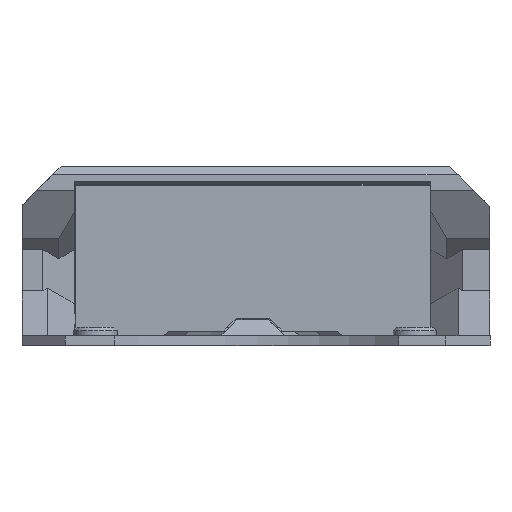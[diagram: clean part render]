
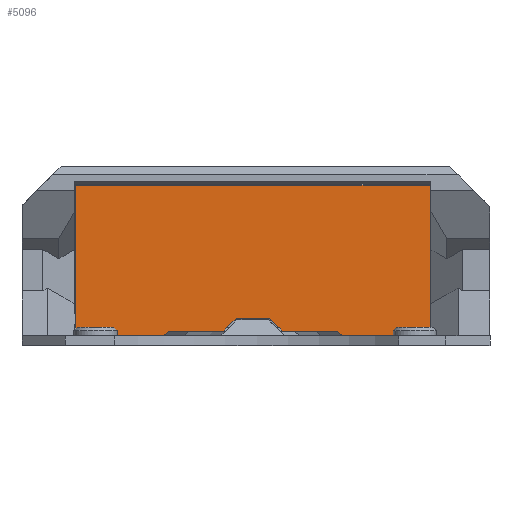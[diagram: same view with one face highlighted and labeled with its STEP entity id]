
A CAD part, top view. The second image highlights one B-rep face of the part: STEP entity #5096.
In plain terms, the highlighted planar face has unit normal (0, 0, 1).
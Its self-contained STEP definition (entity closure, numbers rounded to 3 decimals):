
#250=FACE_OUTER_BOUND('',#522,.T.);
#522=EDGE_LOOP('',(#4167,#4168,#4169,#4170,#4171,#4172,#4173,#4174,#4175,
#4176,#4177,#4178,#4179,#4180));
#1101=LINE('',#7790,#1804);
#1106=LINE('',#7799,#1809);
#1111=LINE('',#7808,#1814);
#1112=LINE('',#7811,#1815);
#1115=LINE('',#7816,#1818);
#1117=LINE('',#7820,#1820);
#1118=LINE('',#7822,#1821);
#1119=LINE('',#7824,#1822);
#1120=LINE('',#7826,#1823);
#1121=LINE('',#7828,#1824);
#1122=LINE('',#7830,#1825);
#1123=LINE('',#7832,#1826);
#1124=LINE('',#7834,#1827);
#1125=LINE('',#7835,#1828);
#1804=VECTOR('',#6334,10.);
#1809=VECTOR('',#6343,10.);
#1814=VECTOR('',#6350,10.);
#1815=VECTOR('',#6353,10.);
#1818=VECTOR('',#6358,10.);
#1820=VECTOR('',#6362,10.);
#1821=VECTOR('',#6363,10.);
#1822=VECTOR('',#6364,10.);
#1823=VECTOR('',#6365,10.);
#1824=VECTOR('',#6366,10.);
#1825=VECTOR('',#6367,10.);
#1826=VECTOR('',#6368,10.);
#1827=VECTOR('',#6369,10.);
#1828=VECTOR('',#6370,10.);
#2367=VERTEX_POINT('',#7787);
#2368=VERTEX_POINT('',#7789);
#2369=VERTEX_POINT('',#7796);
#2370=VERTEX_POINT('',#7798);
#2372=VERTEX_POINT('',#7804);
#2374=VERTEX_POINT('',#7810);
#2376=VERTEX_POINT('',#7819);
#2377=VERTEX_POINT('',#7821);
#2378=VERTEX_POINT('',#7823);
#2379=VERTEX_POINT('',#7825);
#2380=VERTEX_POINT('',#7827);
#2381=VERTEX_POINT('',#7829);
#2382=VERTEX_POINT('',#7831);
#2383=VERTEX_POINT('',#7833);
#2995=EDGE_CURVE('',#2368,#2367,#1101,.F.);
#3000=EDGE_CURVE('',#2370,#2369,#1106,.F.);
#3005=EDGE_CURVE('',#2370,#2372,#1111,.F.);
#3006=EDGE_CURVE('',#2372,#2374,#1112,.F.);
#3009=EDGE_CURVE('',#2374,#2367,#1115,.F.);
#3011=EDGE_CURVE('',#2376,#2369,#1117,.T.);
#3012=EDGE_CURVE('',#2377,#2376,#1118,.T.);
#3013=EDGE_CURVE('',#2378,#2377,#1119,.T.);
#3014=EDGE_CURVE('',#2378,#2379,#1120,.F.);
#3015=EDGE_CURVE('',#2380,#2379,#1121,.T.);
#3016=EDGE_CURVE('',#2380,#2381,#1122,.F.);
#3017=EDGE_CURVE('',#2382,#2381,#1123,.T.);
#3018=EDGE_CURVE('',#2383,#2382,#1124,.T.);
#3019=EDGE_CURVE('',#2368,#2383,#1125,.T.);
#4167=ORIENTED_EDGE('',*,*,#3011,.F.);
#4168=ORIENTED_EDGE('',*,*,#3012,.F.);
#4169=ORIENTED_EDGE('',*,*,#3013,.F.);
#4170=ORIENTED_EDGE('',*,*,#3014,.T.);
#4171=ORIENTED_EDGE('',*,*,#3015,.F.);
#4172=ORIENTED_EDGE('',*,*,#3016,.T.);
#4173=ORIENTED_EDGE('',*,*,#3017,.F.);
#4174=ORIENTED_EDGE('',*,*,#3018,.F.);
#4175=ORIENTED_EDGE('',*,*,#3019,.F.);
#4176=ORIENTED_EDGE('',*,*,#2995,.T.);
#4177=ORIENTED_EDGE('',*,*,#3009,.F.);
#4178=ORIENTED_EDGE('',*,*,#3006,.F.);
#4179=ORIENTED_EDGE('',*,*,#3005,.F.);
#4180=ORIENTED_EDGE('',*,*,#3000,.T.);
#4834=PLANE('',#5423);
#5096=ADVANCED_FACE('',(#250),#4834,.T.);
#5423=AXIS2_PLACEMENT_3D('',#7818,#6360,#6361);
#6334=DIRECTION('',(-1.,0.,0.));
#6343=DIRECTION('',(-1.,0.,0.));
#6350=DIRECTION('',(0.707,-0.707,0.));
#6353=DIRECTION('',(1.,0.,0.));
#6358=DIRECTION('',(0.707,0.707,0.));
#6360=DIRECTION('center_axis',(0.,0.,1.));
#6361=DIRECTION('ref_axis',(-1.,0.,0.));
#6362=DIRECTION('',(-0.816,0.577,0.));
#6363=DIRECTION('',(-1.,0.,0.));
#6364=DIRECTION('',(-0.707,-0.707,0.));
#6365=DIRECTION('',(0.,-1.,0.));
#6366=DIRECTION('',(1.,0.,0.));
#6367=DIRECTION('',(0.,1.,0.));
#6368=DIRECTION('',(-0.707,0.707,0.));
#6369=DIRECTION('',(-1.,0.,0.));
#6370=DIRECTION('',(-0.816,-0.577,0.));
#7787=CARTESIAN_POINT('',(145.677,-153.73,70.55));
#7789=CARTESIAN_POINT('',(142.31,-153.73,70.55));
#7790=CARTESIAN_POINT('',(147.717,-153.73,70.55));
#7796=CARTESIAN_POINT('',(152.726,-153.73,70.55));
#7798=CARTESIAN_POINT('',(149.36,-153.73,70.55));
#7799=CARTESIAN_POINT('',(147.717,-153.73,70.55));
#7804=CARTESIAN_POINT('',(148.56,-152.93,70.55));
#7808=CARTESIAN_POINT('',(147.606,-151.976,70.55));
#7810=CARTESIAN_POINT('',(146.477,-152.93,70.55));
#7811=CARTESIAN_POINT('',(147.717,-152.93,70.55));
#7816=CARTESIAN_POINT('',(147.53,-151.877,70.55));
#7818=CARTESIAN_POINT('Origin',(147.717,-149.1,70.55));
#7819=CARTESIAN_POINT('',(154.027,-154.65,70.55));
#7820=CARTESIAN_POINT('',(150.553,-152.193,70.55));
#7821=CARTESIAN_POINT('',(157.468,-154.65,70.55));
#7822=CARTESIAN_POINT('',(155.242,-154.65,70.55));
#7823=CARTESIAN_POINT('',(158.618,-153.5,70.55));
#7824=CARTESIAN_POINT('',(156.817,-155.3,70.55));
#7825=CARTESIAN_POINT('',(158.618,-144.593,70.55));
#7826=CARTESIAN_POINT('',(158.618,-149.707,70.55));
#7827=CARTESIAN_POINT('',(136.419,-144.593,70.55));
#7828=CARTESIAN_POINT('',(147.143,-144.593,70.55));
#7829=CARTESIAN_POINT('',(136.419,-153.5,70.55));
#7830=CARTESIAN_POINT('',(136.419,-149.707,70.55));
#7831=CARTESIAN_POINT('',(137.469,-154.55,70.55));
#7832=CARTESIAN_POINT('',(138.318,-155.399,70.55));
#7833=CARTESIAN_POINT('',(141.151,-154.55,70.55));
#7834=CARTESIAN_POINT('',(155.242,-154.55,70.55));
#7835=CARTESIAN_POINT('',(147.157,-150.302,70.55));
